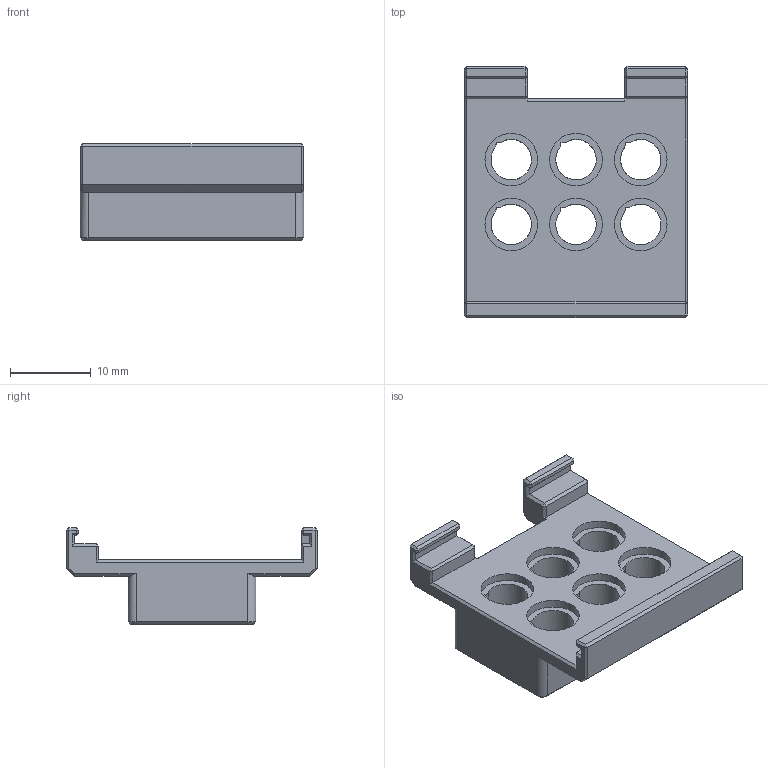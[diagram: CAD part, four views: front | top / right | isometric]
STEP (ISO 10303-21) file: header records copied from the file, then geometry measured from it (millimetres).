
FILE_DESCRIPTION(/* description */ (''),/* implementation_level */ '2;1');
FILE_NAME(/* name */ '128x64_Oled_connector.step',/* time_stamp */ '2025-10-12T23:09:05+02:00',/* author */ (''),/* organization */ (''),/* preprocessor_version */ 'ST-DEVELOPER v20.1',/* originating_system */ 'Autodesk Translation Framework v14.17.0.0',/* authorisation */ '');
FILE_SCHEMA (('AUTOMOTIVE_DESIGN { 1 0 10303 214 3 1 1 }'));
Length unit declared in the file: millimetre
Products named in the file (1): 128x64 Oled connector Creazee
Bounding box: 27.6 x 31 x 11.96 mm (x, y, z)
Volume: 3445.5 mm3; surface area: 3274.4 mm2
Topology: 1 solids, 1 shells, 191 faces, 425 edges, 248 vertices
Faces by surface type: plane 147, cylinder 34, cone 10
Full cylindrical faces by diameter (mm): 6.5 x12
Entity records: 5200 total; most frequent: CARTESIAN_POINT 925, DIRECTION 873, ORIENTED_EDGE 850, EDGE_CURVE 425, LINE 337, VECTOR 337, AXIS2_PLACEMENT_3D 268, VERTEX_POINT 248
